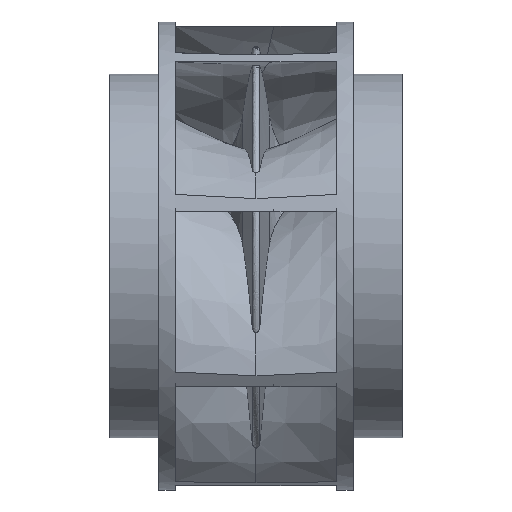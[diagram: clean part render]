
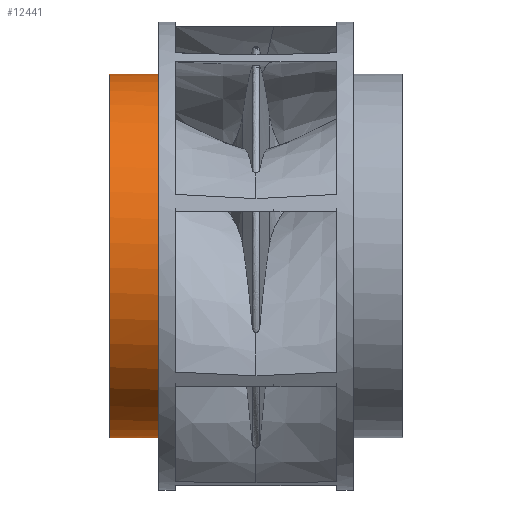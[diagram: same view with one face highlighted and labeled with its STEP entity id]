
A CAD part, front view. The second image highlights one B-rep face of the part: STEP entity #12441.
In plain terms, the highlighted free-form (B-spline) face has degree [2, 1] with [5, 2] control points.
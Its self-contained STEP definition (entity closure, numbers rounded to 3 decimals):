
#12441 = ADVANCED_FACE('',(#12442),#12478,.T.);
#12442 = FACE_BOUND('',#12443,.T.);
#12443 = EDGE_LOOP('',(#12444,#12456,#12463,#12473));
#12444 = ORIENTED_EDGE('',*,*,#12445,.F.);
#12445 = EDGE_CURVE('',#12446,#12448,#12450,.T.);
#12446 = VERTEX_POINT('',#12447);
#12447 = CARTESIAN_POINT('',(0.,0.,
    129.737));
#12448 = VERTEX_POINT('',#12449);
#12449 = CARTESIAN_POINT('',(0.,0.,
    -129.737));
#12450 = ( BOUNDED_CURVE() B_SPLINE_CURVE(2,(#12451,#12452,#12453,#12454
,#12455),.UNSPECIFIED.,.F.,.F.) B_SPLINE_CURVE_WITH_KNOTS((3,2,3),(
    0.,1.571,3.142),
.PIECEWISE_BEZIER_KNOTS.) CURVE() GEOMETRIC_REPRESENTATION_ITEM() 
RATIONAL_B_SPLINE_CURVE((1.,0.707,1.,0.707,1.)) 
REPRESENTATION_ITEM('') );
#12451 = CARTESIAN_POINT('',(0.,0.,
    129.737));
#12452 = CARTESIAN_POINT('',(0.,-129.737,
    129.737));
#12453 = CARTESIAN_POINT('',(0.,-129.737,
    0.));
#12454 = CARTESIAN_POINT('',(0.,-129.737,
    -129.737));
#12455 = CARTESIAN_POINT('',(0.,0.,
    -129.737));
#12456 = ORIENTED_EDGE('',*,*,#12457,.F.);
#12457 = EDGE_CURVE('',#12458,#12446,#12460,.T.);
#12458 = VERTEX_POINT('',#12459);
#12459 = CARTESIAN_POINT('',(35.237,0.,
    129.737));
#12460 = B_SPLINE_CURVE_WITH_KNOTS('',1,(#12461,#12462),.UNSPECIFIED.,
  .F.,.F.,(2,2),(0.,33.),.PIECEWISE_BEZIER_KNOTS.);
#12461 = CARTESIAN_POINT('',(35.237,0.,129.737));
#12462 = CARTESIAN_POINT('',(0.,0.,129.737));
#12463 = ORIENTED_EDGE('',*,*,#12464,.F.);
#12464 = EDGE_CURVE('',#12465,#12458,#12467,.T.);
#12465 = VERTEX_POINT('',#12466);
#12466 = CARTESIAN_POINT('',(35.237,0.,
    -129.737));
#12467 = ( BOUNDED_CURVE() B_SPLINE_CURVE(2,(#12468,#12469,#12470,#12471
,#12472),.UNSPECIFIED.,.F.,.F.) B_SPLINE_CURVE_WITH_KNOTS((3,2,3),(0.,
1.571,3.142),.PIECEWISE_BEZIER_KNOTS.) CURVE() 
GEOMETRIC_REPRESENTATION_ITEM() RATIONAL_B_SPLINE_CURVE((1.,
0.707,1.,0.707,1.)) REPRESENTATION_ITEM('') );
#12468 = CARTESIAN_POINT('',(35.237,0.,
    -129.737));
#12469 = CARTESIAN_POINT('',(35.237,-129.737,
    -129.737));
#12470 = CARTESIAN_POINT('',(35.237,-129.737,
    0.));
#12471 = CARTESIAN_POINT('',(35.237,-129.737,
    129.737));
#12472 = CARTESIAN_POINT('',(35.237,0.,
    129.737));
#12473 = ORIENTED_EDGE('',*,*,#12474,.F.);
#12474 = EDGE_CURVE('',#12448,#12465,#12475,.T.);
#12475 = B_SPLINE_CURVE_WITH_KNOTS('',1,(#12476,#12477),.UNSPECIFIED.,
  .F.,.F.,(2,2),(0.,33.),.PIECEWISE_BEZIER_KNOTS.);
#12476 = CARTESIAN_POINT('',(0.,0.,-129.737));
#12477 = CARTESIAN_POINT('',(35.237,0.,-129.737));
#12478 = ( BOUNDED_SURFACE() B_SPLINE_SURFACE(2,1,(
    (#12479,#12480)
    ,(#12481,#12482)
    ,(#12483,#12484)
    ,(#12485,#12486)
    ,(#12487,#12488
)),.UNSPECIFIED.,.F.,.F.,.F.) B_SPLINE_SURFACE_WITH_KNOTS((3,2,3),(2,2),
  (0.,1.571,3.142),(0.,33.),.PIECEWISE_BEZIER_KNOTS.) 
GEOMETRIC_REPRESENTATION_ITEM() RATIONAL_B_SPLINE_SURFACE((
    (1.,1.)
    ,(0.707,0.707)
    ,(1.,1.)
    ,(0.707,0.707)
,(1.,1.))) REPRESENTATION_ITEM('') SURFACE() );
#12479 = CARTESIAN_POINT('',(35.237,0.,
    129.737));
#12480 = CARTESIAN_POINT('',(0.,0.,
    129.737));
#12481 = CARTESIAN_POINT('',(35.237,-129.737,
    129.737));
#12482 = CARTESIAN_POINT('',(0.,-129.737,
    129.737));
#12483 = CARTESIAN_POINT('',(35.237,-129.737,
    0.));
#12484 = CARTESIAN_POINT('',(0.,-129.737,
    0.));
#12485 = CARTESIAN_POINT('',(35.237,-129.737,
    -129.737));
#12486 = CARTESIAN_POINT('',(0.,-129.737,
    -129.737));
#12487 = CARTESIAN_POINT('',(35.237,0.,
    -129.737));
#12488 = CARTESIAN_POINT('',(0.,0.,
    -129.737));
